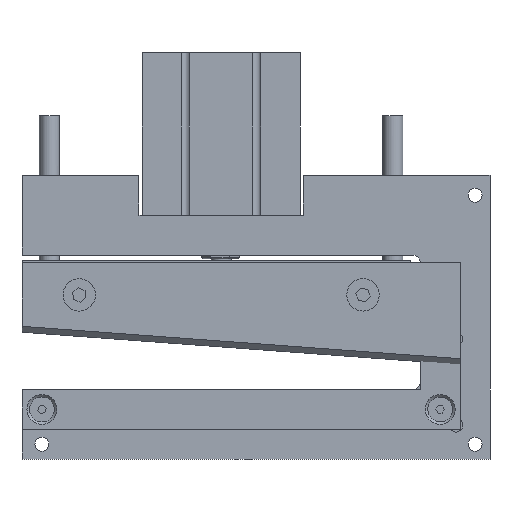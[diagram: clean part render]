
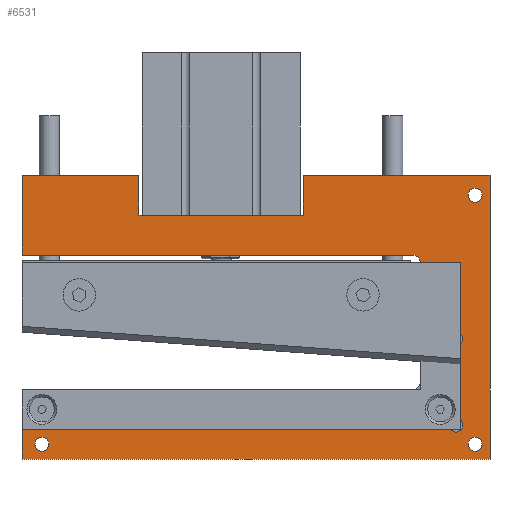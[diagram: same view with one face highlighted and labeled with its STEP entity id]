
A CAD part, front view. The second image highlights one B-rep face of the part: STEP entity #6531.
In plain terms, the highlighted planar face has unit normal (0, -1, 0).
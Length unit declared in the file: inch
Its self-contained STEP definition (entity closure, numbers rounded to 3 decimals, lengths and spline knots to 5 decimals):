
#97=LINE('',#9664,#624);
#103=LINE('',#9681,#630);
#104=LINE('',#9707,#631);
#109=LINE('',#9716,#636);
#115=LINE('',#9732,#642);
#118=LINE('',#9738,#645);
#122=LINE('',#9745,#649);
#130=LINE('',#9769,#657);
#132=LINE('',#9775,#659);
#136=LINE('',#9784,#663);
#138=LINE('',#9788,#665);
#140=LINE('',#9805,#667);
#142=LINE('',#9808,#669);
#143=LINE('',#9809,#670);
#624=VECTOR('',#7742,6.77461);
#630=VECTOR('',#7758,1.18702);
#631=VECTOR('',#7791,0.49008);
#636=VECTOR('',#7798,0.47244);
#642=VECTOR('',#7812,2.59843);
#645=VECTOR('',#7817,0.62992);
#649=VECTOR('',#7823,0.62992);
#657=VECTOR('',#7843,2.95276);
#659=VECTOR('',#7849,1.11811);
#663=VECTOR('',#7859,6.17323);
#665=VECTOR('',#7863,1.25984);
#667=VECTOR('',#7885,4.48819);
#669=VECTOR('',#7889,7.40157);
#670=VECTOR('',#7890,1.85039);
#1179=PLANE('',#7045);
#1448=FACE_BOUND('',#2109,.T.);
#1449=FACE_BOUND('',#2110,.T.);
#1450=FACE_BOUND('',#2111,.T.);
#1656=FACE_OUTER_BOUND('',#2108,.T.);
#2108=EDGE_LOOP('',(#4454,#4455,#4456,#4457,#4458,#4459,#4460,#4461,#4462,
#4463,#4464,#4465,#4466,#4467,#4468,#4469,#4470));
#2109=EDGE_LOOP('',(#4471));
#2110=EDGE_LOOP('',(#4472));
#2111=EDGE_LOOP('',(#4473));
#2653=CIRCLE('',#6989,0.11024);
#2655=CIRCLE('',#6992,0.11024);
#2674=CIRCLE('',#7032,0.12598);
#2676=CIRCLE('',#7039,0.11024);
#2677=CIRCLE('',#7041,0.11024);
#2678=CIRCLE('',#7043,0.11024);
#2889=VERTEX_POINT('',#9642);
#2891=VERTEX_POINT('',#9645);
#2893=VERTEX_POINT('',#9651);
#2895=VERTEX_POINT('',#9654);
#2898=VERTEX_POINT('',#9662);
#2913=VERTEX_POINT('',#9706);
#2916=VERTEX_POINT('',#9714);
#2921=VERTEX_POINT('',#9729);
#2922=VERTEX_POINT('',#9731);
#2924=VERTEX_POINT('',#9737);
#2926=VERTEX_POINT('',#9743);
#2936=VERTEX_POINT('',#9768);
#2938=VERTEX_POINT('',#9774);
#2939=VERTEX_POINT('',#9779);
#2940=VERTEX_POINT('',#9783);
#2941=VERTEX_POINT('',#9787);
#2943=VERTEX_POINT('',#9795);
#2944=VERTEX_POINT('',#9798);
#2945=VERTEX_POINT('',#9801);
#2946=VERTEX_POINT('',#9804);
#3482=EDGE_CURVE('',#2891,#2889,#2653,.T.);
#3486=EDGE_CURVE('',#2895,#2893,#2655,.T.);
#3491=EDGE_CURVE('',#2893,#2898,#97,.T.);
#3500=EDGE_CURVE('',#2889,#2895,#103,.T.);
#3509=EDGE_CURVE('',#2913,#2891,#104,.T.);
#3514=EDGE_CURVE('',#2916,#2898,#109,.T.);
#3521=EDGE_CURVE('',#2922,#2921,#115,.T.);
#3524=EDGE_CURVE('',#2924,#2922,#118,.T.);
#3528=EDGE_CURVE('',#2921,#2926,#122,.T.);
#3540=EDGE_CURVE('',#2936,#2924,#130,.T.);
#3543=EDGE_CURVE('',#2938,#2913,#132,.T.);
#3546=EDGE_CURVE('',#2938,#2939,#2674,.T.);
#3548=EDGE_CURVE('',#2940,#2939,#136,.T.);
#3550=EDGE_CURVE('',#2940,#2941,#138,.T.);
#3553=EDGE_CURVE('',#2943,#2943,#2676,.T.);
#3554=EDGE_CURVE('',#2944,#2944,#2677,.T.);
#3555=EDGE_CURVE('',#2945,#2945,#2678,.T.);
#3556=EDGE_CURVE('',#2946,#2936,#140,.T.);
#3558=EDGE_CURVE('',#2916,#2946,#142,.T.);
#3559=EDGE_CURVE('',#2926,#2941,#143,.T.);
#4454=ORIENTED_EDGE('',*,*,#3482,.T.);
#4455=ORIENTED_EDGE('',*,*,#3500,.T.);
#4456=ORIENTED_EDGE('',*,*,#3486,.T.);
#4457=ORIENTED_EDGE('',*,*,#3491,.T.);
#4458=ORIENTED_EDGE('',*,*,#3514,.F.);
#4459=ORIENTED_EDGE('',*,*,#3558,.T.);
#4460=ORIENTED_EDGE('',*,*,#3556,.T.);
#4461=ORIENTED_EDGE('',*,*,#3540,.T.);
#4462=ORIENTED_EDGE('',*,*,#3524,.T.);
#4463=ORIENTED_EDGE('',*,*,#3521,.T.);
#4464=ORIENTED_EDGE('',*,*,#3528,.T.);
#4465=ORIENTED_EDGE('',*,*,#3559,.T.);
#4466=ORIENTED_EDGE('',*,*,#3550,.F.);
#4467=ORIENTED_EDGE('',*,*,#3548,.T.);
#4468=ORIENTED_EDGE('',*,*,#3546,.F.);
#4469=ORIENTED_EDGE('',*,*,#3543,.T.);
#4470=ORIENTED_EDGE('',*,*,#3509,.T.);
#4471=ORIENTED_EDGE('',*,*,#3553,.T.);
#4472=ORIENTED_EDGE('',*,*,#3554,.T.);
#4473=ORIENTED_EDGE('',*,*,#3555,.T.);
#6531=ADVANCED_FACE('',(#1656,#1448,#1449,#1450),#1179,.T.);
#6989=AXIS2_PLACEMENT_3D('',#9646,#7725,#7726);
#6992=AXIS2_PLACEMENT_3D('',#9655,#7733,#7734);
#7032=AXIS2_PLACEMENT_3D('',#9780,#7854,#7855);
#7039=AXIS2_PLACEMENT_3D('',#9796,#7873,#7874);
#7041=AXIS2_PLACEMENT_3D('',#9799,#7877,#7878);
#7043=AXIS2_PLACEMENT_3D('',#9802,#7881,#7882);
#7045=AXIS2_PLACEMENT_3D('',#9807,#7887,#7888);
#7725=DIRECTION('center_axis',(0.,1.,0.));
#7726=DIRECTION('ref_axis',(1.,0.,0.));
#7733=DIRECTION('center_axis',(0.,1.,0.));
#7734=DIRECTION('ref_axis',(1.,0.,0.));
#7742=DIRECTION('',(-1.,0.,0.));
#7758=DIRECTION('',(0.,0.,-1.));
#7791=DIRECTION('',(1.,0.,0.));
#7798=DIRECTION('',(0.,0.,1.));
#7812=DIRECTION('',(-1.,0.,0.));
#7817=DIRECTION('',(0.,0.,-1.));
#7823=DIRECTION('',(0.,0.,1.));
#7843=DIRECTION('',(-1.,0.,0.));
#7849=DIRECTION('',(0.,0.,-1.));
#7854=DIRECTION('center_axis',(0.,-1.,0.));
#7855=DIRECTION('ref_axis',(0.707,0.,0.707));
#7859=DIRECTION('',(1.,0.,0.));
#7863=DIRECTION('',(0.,0.,1.));
#7873=DIRECTION('center_axis',(0.,1.,0.));
#7874=DIRECTION('ref_axis',(-1.,0.,0.));
#7877=DIRECTION('center_axis',(0.,1.,0.));
#7878=DIRECTION('ref_axis',(-1.,0.,0.));
#7881=DIRECTION('center_axis',(0.,1.,0.));
#7882=DIRECTION('ref_axis',(-1.,0.,0.));
#7885=DIRECTION('',(0.,0.,1.));
#7887=DIRECTION('center_axis',(0.,-1.,0.));
#7888=DIRECTION('ref_axis',(0.,0.,-1.));
#7889=DIRECTION('',(1.,0.,0.));
#7890=DIRECTION('',(-1.,0.,0.));
#9642=CARTESIAN_POINT('',(1.49606,0.,1.81398));
#9645=CARTESIAN_POINT('',(1.35622,0.,1.98425));
#9646=CARTESIAN_POINT('Origin',(1.42913,0.,1.90157));
#9651=CARTESIAN_POINT('',(1.34154,0.,0.47244));
#9654=CARTESIAN_POINT('',(1.49606,0.,0.62696));
#9655=CARTESIAN_POINT('Origin',(1.42913,0.,0.53937));
#9662=CARTESIAN_POINT('',(-5.43307,0.,0.47244));
#9664=CARTESIAN_POINT('',(-1.73228,0.,0.47244));
#9681=CARTESIAN_POINT('',(1.49606,0.,0.23622));
#9706=CARTESIAN_POINT('',(0.86614,0.,1.98425));
#9707=CARTESIAN_POINT('',(1.73228,0.,1.98425));
#9714=CARTESIAN_POINT('',(-5.43307,0.,0.));
#9716=CARTESIAN_POINT('',(-5.43307,0.,0.));
#9729=CARTESIAN_POINT('',(-3.58268,0.,3.85827));
#9731=CARTESIAN_POINT('',(-0.98425,0.,3.85827));
#9732=CARTESIAN_POINT('',(-0.80709,0.,3.85827));
#9737=CARTESIAN_POINT('',(-0.98425,0.,4.48819));
#9738=CARTESIAN_POINT('',(-0.98425,0.,1.92913));
#9743=CARTESIAN_POINT('',(-3.58268,0.,4.48819));
#9745=CARTESIAN_POINT('',(-3.58268,0.,2.24409));
#9768=CARTESIAN_POINT('',(1.9685,0.,4.48819));
#9769=CARTESIAN_POINT('',(-5.43307,0.,4.48819));
#9774=CARTESIAN_POINT('',(0.86614,0.,3.10236));
#9775=CARTESIAN_POINT('',(0.86614,0.,0.55118));
#9779=CARTESIAN_POINT('',(0.74016,0.,3.22835));
#9780=CARTESIAN_POINT('Origin',(0.74016,0.,3.10236));
#9783=CARTESIAN_POINT('',(-5.43307,0.,3.22835));
#9784=CARTESIAN_POINT('',(1.41732,0.,3.22835));
#9787=CARTESIAN_POINT('',(-5.43307,0.,4.48819));
#9788=CARTESIAN_POINT('',(-5.43307,0.,0.));
#9795=CARTESIAN_POINT('',(1.84252,0.,0.23622));
#9796=CARTESIAN_POINT('Origin',(1.73228,0.,0.23622));
#9798=CARTESIAN_POINT('',(-5.00787,0.,0.23622));
#9799=CARTESIAN_POINT('Origin',(-5.11811,0.,0.23622));
#9801=CARTESIAN_POINT('',(1.84252,0.,4.17323));
#9802=CARTESIAN_POINT('Origin',(1.73228,0.,4.17323));
#9804=CARTESIAN_POINT('',(1.9685,0.,0.));
#9805=CARTESIAN_POINT('',(1.9685,0.,0.));
#9807=CARTESIAN_POINT('Origin',(1.9685,0.,0.));
#9808=CARTESIAN_POINT('',(-5.43307,0.,0.));
#9809=CARTESIAN_POINT('',(-5.43307,0.,4.48819));
